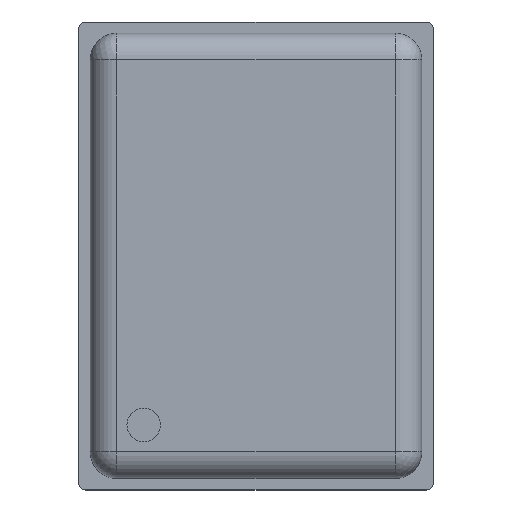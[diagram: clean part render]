
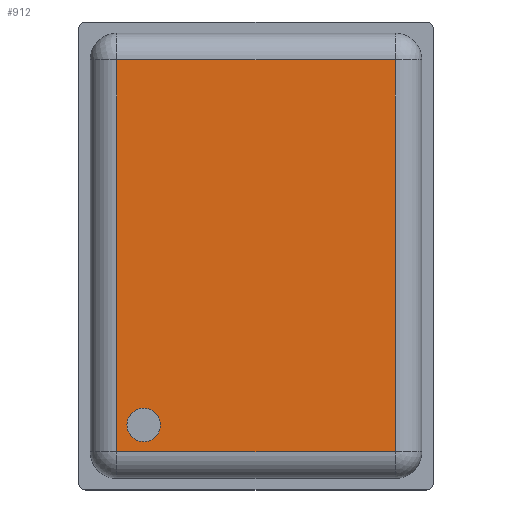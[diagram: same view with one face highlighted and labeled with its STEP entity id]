
A CAD part, top view. The second image highlights one B-rep face of the part: STEP entity #912.
In plain terms, the highlighted planar face has unit normal (0, 0, 1).
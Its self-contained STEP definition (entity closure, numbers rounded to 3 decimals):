
#71=PLANE('',#1021);
#128=FACE_OUTER_BOUND('',#192,.T.);
#192=EDGE_LOOP('',(#811,#812,#813,#814));
#269=LINE('',#1491,#357);
#271=LINE('',#1499,#359);
#273=LINE('',#1509,#361);
#275=LINE('',#1518,#363);
#357=VECTOR('',#1216,10.);
#359=VECTOR('',#1224,10.);
#361=VECTOR('',#1236,10.);
#363=VECTOR('',#1248,10.);
#463=VERTEX_POINT('',#1484);
#466=VERTEX_POINT('',#1489);
#467=VERTEX_POINT('',#1493);
#470=VERTEX_POINT('',#1503);
#569=EDGE_CURVE('',#466,#463,#269,.T.);
#573=EDGE_CURVE('',#463,#467,#271,.T.);
#578=EDGE_CURVE('',#467,#470,#273,.T.);
#583=EDGE_CURVE('',#470,#466,#275,.T.);
#811=ORIENTED_EDGE('',*,*,#569,.F.);
#812=ORIENTED_EDGE('',*,*,#583,.F.);
#813=ORIENTED_EDGE('',*,*,#578,.F.);
#814=ORIENTED_EDGE('',*,*,#573,.F.);
#912=ADVANCED_FACE('',(#128),#71,.T.);
#1021=AXIS2_PLACEMENT_3D('',#1541,#1276,#1277);
#1216=DIRECTION('',(-1.,0.,0.));
#1224=DIRECTION('',(0.,1.,0.));
#1236=DIRECTION('',(1.,0.,0.));
#1248=DIRECTION('',(0.,-1.,0.));
#1276=DIRECTION('center_axis',(0.,0.,1.));
#1277=DIRECTION('ref_axis',(1.,0.,0.));
#1484=CARTESIAN_POINT('',(-1.04,-1.465,0.98));
#1489=CARTESIAN_POINT('',(1.04,-1.465,0.98));
#1491=CARTESIAN_POINT('',(-0.62,-1.465,0.98));
#1493=CARTESIAN_POINT('',(-1.04,1.465,0.98));
#1499=CARTESIAN_POINT('',(-1.04,0.833,0.98));
#1503=CARTESIAN_POINT('',(1.04,1.465,0.98));
#1509=CARTESIAN_POINT('',(0.62,1.465,0.98));
#1518=CARTESIAN_POINT('',(1.04,-0.833,0.98));
#1541=CARTESIAN_POINT('Origin',(0.,0.,
0.98));
